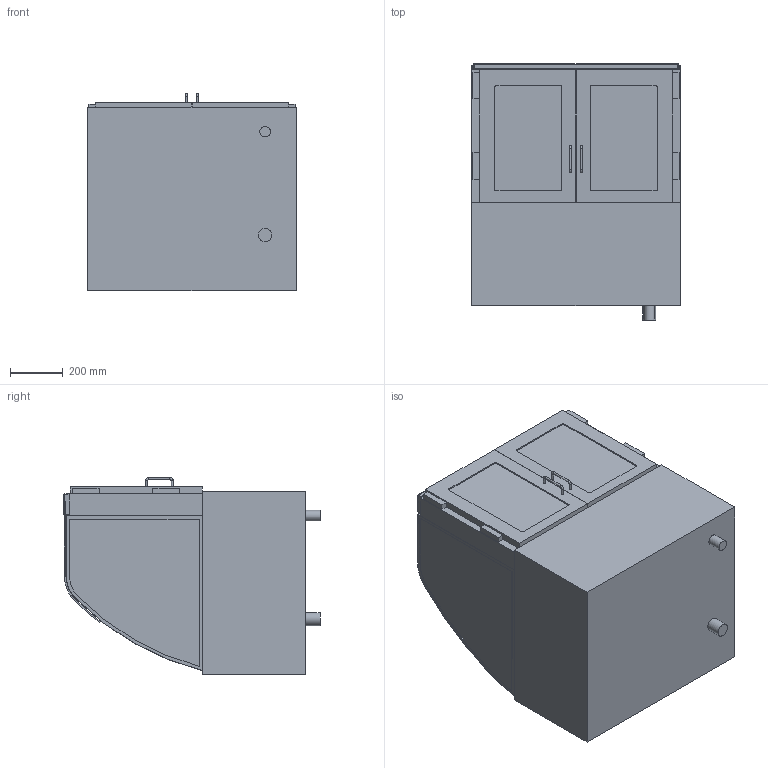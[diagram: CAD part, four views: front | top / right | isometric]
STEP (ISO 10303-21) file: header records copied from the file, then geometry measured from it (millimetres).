
FILE_DESCRIPTION(/* description */ ('Einbaukühlvitrine: zentralgekühlt'),/* implementation_level */ '2;1');
FILE_NAME(/* name */ '3D-AKE-00006759.stp',/* time_stamp */ '2025-01-24T13:51:16+01:00',/* author */ ('marina.schachner'),/* organization */ (''),/* preprocessor_version */ 'ST-DEVELOPER v20',/* originating_system */ 'Autodesk Inventor 2024',/* authorisation */ '');
FILE_SCHEMA (('AUTOMOTIVE_DESIGN { 1 0 10303 214 3 1 1 }'));
Length unit declared in the file: millimetre
Products named in the file (1): 3D-AKE-00006759
Bounding box: 790 x 970 x 747 mm (x, y, z)
Volume: 133088527.6 mm3; surface area: 11542640.5 mm2
Topology: 43 solids, 43 shells, 460 faces, 1070 edges, 708 vertices
Faces by surface type: plane 370, cylinder 86, torus 4
Full cylindrical faces by diameter (mm): 8 x6, 40 x1, 50 x1
Entity records: 12980 total; most frequent: CARTESIAN_POINT 2239, DIRECTION 2160, ORIENTED_EDGE 2140, EDGE_CURVE 1070, LINE 902, VECTOR 902, VERTEX_POINT 708, AXIS2_PLACEMENT_3D 629
